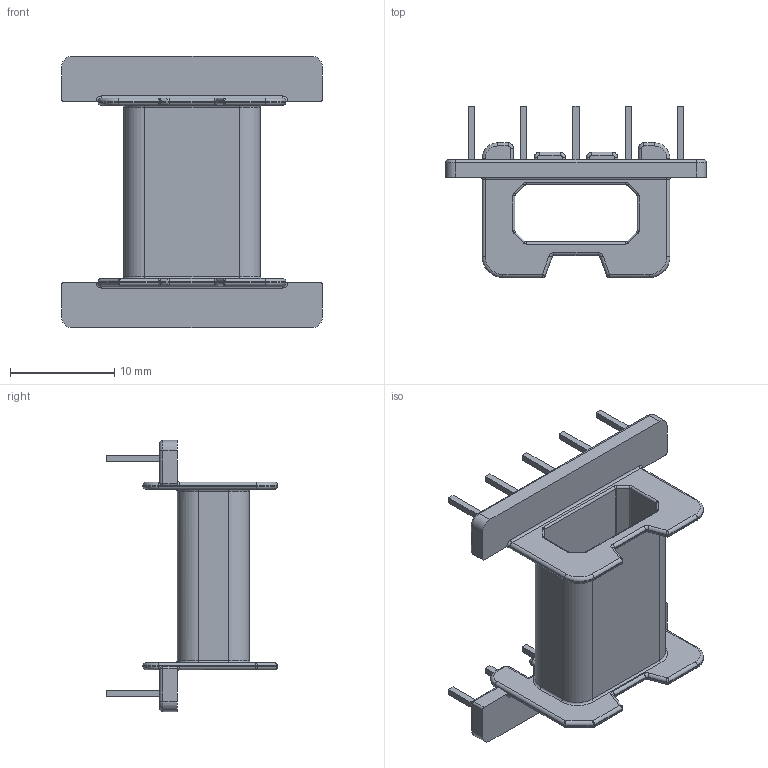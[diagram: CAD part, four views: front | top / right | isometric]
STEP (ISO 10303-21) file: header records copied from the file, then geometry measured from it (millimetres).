
FILE_DESCRIPTION((''),'2;1');
FILE_NAME('C61036-A0162-B202-EFD25_SW','2021-03-12T',('EE4793'),(''),'PRO/ENGINEER BY PARAMETRIC TECHNOLOGY CORPORATION, 2014000','PRO/ENGINEER BY PARAMETRIC TECHNOLOGY CORPORATION, 2014000','');
FILE_SCHEMA(('AUTOMOTIVE_DESIGN { 1 0 10303 214 1 1 1 1 }'));
Length unit declared in the file: millimetre
Products named in the file (1): C61036-A0162-B202-EFD25_SW
Bounding box: 25 x 16.4 x 26 mm (x, y, z)
Volume: 947.6 mm3; surface area: 2335.6 mm2
Topology: 1 solids, 1 shells, 430 faces, 1051 edges, 633 vertices
Faces by surface type: cylinder 189, plane 133, torus 62, bspline 46
Entity records: 14105 total; most frequent: CARTESIAN_POINT 4075, ORIENTED_EDGE 2102, DIRECTION 2066, EDGE_CURVE 1051, AXIS2_PLACEMENT_3D 765, VERTEX_POINT 633, VECTOR 536, LINE 536
